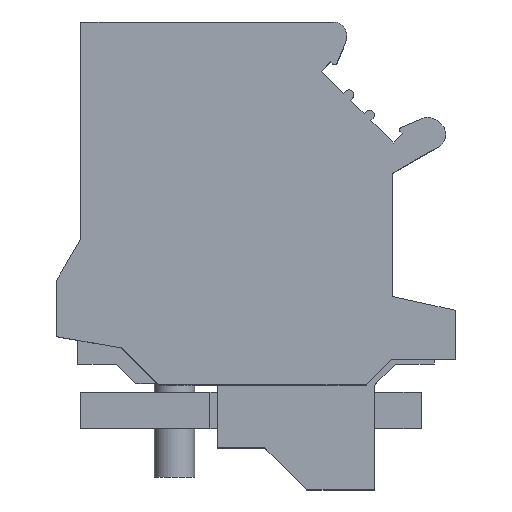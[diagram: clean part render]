
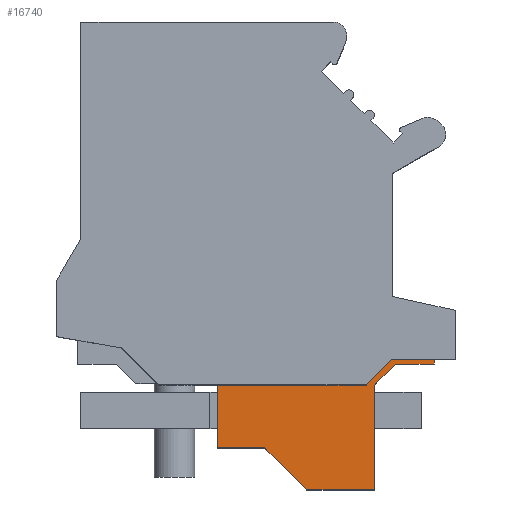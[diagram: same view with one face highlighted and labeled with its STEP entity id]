
A CAD part, top view. The second image highlights one B-rep face of the part: STEP entity #16740.
In plain terms, the highlighted planar face has unit normal (0, 0, 1).
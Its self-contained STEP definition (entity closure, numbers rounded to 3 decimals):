
#7340=CARTESIAN_POINT('',(-320.998,215.837,
6.928));
#7350=VERTEX_POINT('',#7340);
#7400=CARTESIAN_POINT('',(-541.755,-4.92,
6.928));
#7410=DIRECTION('',(-0.707,-0.707,0.));
#7420=VECTOR('',#7410,1.);
#7430=LINE('',#7400,#7420);
#7440=CARTESIAN_POINT('',(-319.698,217.137,
6.928));
#7450=VERTEX_POINT('',#7440);
#7460=EDGE_CURVE('',#7450,#7350,#7430,.T.);
#9630=CARTESIAN_POINT('',(-330.748,215.837,
6.928));
#9640=VERTEX_POINT('',#9630);
#9970=CARTESIAN_POINT('',(-321.52,215.837,
6.928));
#9980=VERTEX_POINT('',#9970);
#10010=CARTESIAN_POINT('',(24.367,215.837,
6.928));
#10020=DIRECTION('',(-1.,0.,0.));
#10030=VECTOR('',#10020,1.);
#10040=LINE('',#10010,#10030);
#10050=EDGE_CURVE('',#9980,#9640,#10040,.T.);
#15690=CARTESIAN_POINT('',(24.367,-4.92,
6.928));
#15700=DIRECTION('',(0.,0.,1.));
#15710=DIRECTION('',(1.,0.,0.));
#15720=AXIS2_PLACEMENT_3D('',#15690,#15700,#15710);
#15730=PLANE('',#15720);
#15740=CARTESIAN_POINT('',(-330.748,-4.92,
6.928));
#15750=DIRECTION('',(0.,-1.,0.));
#15760=VECTOR('',#15750,1.);
#15770=LINE('',#15740,#15760);
#15780=CARTESIAN_POINT('',(-330.748,211.937,
6.928));
#15790=VERTEX_POINT('',#15780);
#15800=EDGE_CURVE('',#9640,#15790,#15770,.T.);
#15810=ORIENTED_EDGE('',*,*,#15800,.T.);
#15820=ORIENTED_EDGE('',*,*,#10050,.T.);
#15830=CARTESIAN_POINT('',(24.367,561.723,
6.928));
#15840=DIRECTION('',(-0.707,-0.707,0.));
#15850=VECTOR('',#15840,1.);
#15860=LINE('',#15830,#15850);
#15870=CARTESIAN_POINT('',(-319.92,217.437,
6.928));
#15880=VERTEX_POINT('',#15870);
#15890=EDGE_CURVE('',#15880,#9980,#15860,.T.);
#15900=ORIENTED_EDGE('',*,*,#15890,.T.);
#15910=CARTESIAN_POINT('',(24.367,217.437,
6.928));
#15920=DIRECTION('',(-1.,0.,0.));
#15930=VECTOR('',#15920,1.);
#15940=LINE('',#15910,#15930);
#15950=CARTESIAN_POINT('',(-317.298,217.437,
6.928));
#15960=VERTEX_POINT('',#15950);
#15970=EDGE_CURVE('',#15960,#15880,#15940,.T.);
#15980=ORIENTED_EDGE('',*,*,#15970,.T.);
#15990=CARTESIAN_POINT('',(-317.298,217.537,
6.928));
#16000=DIRECTION('',(0.,-1.,0.));
#16010=VECTOR('',#16000,1.);
#16020=LINE('',#15990,#16010);
#16030=CARTESIAN_POINT('',(-317.298,217.137,
6.928));
#16040=VERTEX_POINT('',#16030);
#16050=EDGE_CURVE('',#15960,#16040,#16020,.T.);
#16060=ORIENTED_EDGE('',*,*,#16050,.F.);
#16070=CARTESIAN_POINT('',(-317.298,217.137,
6.928));
#16080=DIRECTION('',(-1.,0.,0.));
#16090=VECTOR('',#16080,1.);
#16100=LINE('',#16070,#16090);
#16110=EDGE_CURVE('',#16040,#7450,#16100,.T.);
#16120=ORIENTED_EDGE('',*,*,#16110,.F.);
#16130=ORIENTED_EDGE('',*,*,#7460,.F.);
#16140=CARTESIAN_POINT('',(-320.998,-4.92,
6.928));
#16150=DIRECTION('',(0.,-1.,0.));
#16160=VECTOR('',#16150,1.);
#16170=LINE('',#16140,#16160);
#16180=CARTESIAN_POINT('',(-320.998,215.387,
6.928));
#16190=VERTEX_POINT('',#16180);
#16200=EDGE_CURVE('',#7350,#16190,#16170,.T.);
#16210=ORIENTED_EDGE('',*,*,#16200,.F.);
#16220=CARTESIAN_POINT('',(24.367,215.387,
6.928));
#16230=DIRECTION('',(1.,0.,0.));
#16240=VECTOR('',#16230,1.);
#16250=LINE('',#16220,#16240);
#16260=CARTESIAN_POINT('',(-321.002,215.387,
6.928));
#16270=VERTEX_POINT('',#16260);
#16280=EDGE_CURVE('',#16270,#16190,#16250,.T.);
#16290=ORIENTED_EDGE('',*,*,#16280,.T.);
#16300=CARTESIAN_POINT('',(-321.002,-4.92,
6.928));
#16310=DIRECTION('',(0.,-1.,0.));
#16320=VECTOR('',#16310,1.);
#16330=LINE('',#16300,#16320);
#16340=CARTESIAN_POINT('',(-321.002,213.137,
6.928));
#16350=VERTEX_POINT('',#16340);
#16360=EDGE_CURVE('',#16270,#16350,#16330,.T.);
#16370=ORIENTED_EDGE('',*,*,#16360,.F.);
#16380=CARTESIAN_POINT('',(24.367,213.137,
6.928));
#16390=DIRECTION('',(1.,0.,0.));
#16400=VECTOR('',#16390,1.);
#16410=LINE('',#16380,#16400);
#16420=CARTESIAN_POINT('',(-320.998,213.137,
6.928));
#16430=VERTEX_POINT('',#16420);
#16440=EDGE_CURVE('',#16350,#16430,#16410,.T.);
#16450=ORIENTED_EDGE('',*,*,#16440,.F.);
#16460=CARTESIAN_POINT('',(-320.998,209.337,
6.928));
#16470=VERTEX_POINT('',#16460);
#16480=EDGE_CURVE('',#16430,#16470,#16170,.T.);
#16490=ORIENTED_EDGE('',*,*,#16480,.F.);
#16500=CARTESIAN_POINT('',(24.367,209.337,
6.928));
#16510=DIRECTION('',(1.,0.,0.));
#16520=VECTOR('',#16510,1.);
#16530=LINE('',#16500,#16520);
#16540=CARTESIAN_POINT('',(-325.198,209.337,
6.928));
#16550=VERTEX_POINT('',#16540);
#16560=EDGE_CURVE('',#16550,#16470,#16530,.T.);
#16570=ORIENTED_EDGE('',*,*,#16560,.T.);
#16580=CARTESIAN_POINT('',(-110.942,-4.92,
6.928));
#16590=DIRECTION('',(0.707,-0.707,0.));
#16600=VECTOR('',#16590,1.);
#16610=LINE('',#16580,#16600);
#16620=CARTESIAN_POINT('',(-327.798,211.937,
6.928));
#16630=VERTEX_POINT('',#16620);
#16640=EDGE_CURVE('',#16630,#16550,#16610,.T.);
#16650=ORIENTED_EDGE('',*,*,#16640,.T.);
#16660=CARTESIAN_POINT('',(24.367,211.937,
6.928));
#16670=DIRECTION('',(1.,0.,0.));
#16680=VECTOR('',#16670,1.);
#16690=LINE('',#16660,#16680);
#16700=EDGE_CURVE('',#15790,#16630,#16690,.T.);
#16710=ORIENTED_EDGE('',*,*,#16700,.T.);
#16720=EDGE_LOOP('',(#16710,#16650,#16570,#16490,#16450,#16370,#16290,
#16210,#16130,#16120,#16060,#15980,#15900,#15820,#15810));
#16730=FACE_OUTER_BOUND('',#16720,.T.);
#16740=ADVANCED_FACE('',(#16730),#15730,.T.);
